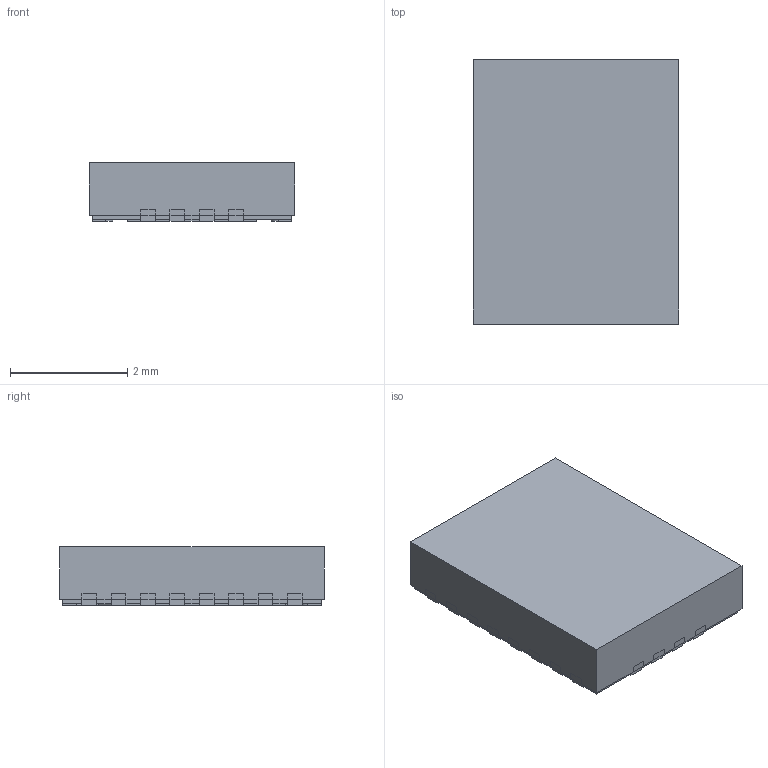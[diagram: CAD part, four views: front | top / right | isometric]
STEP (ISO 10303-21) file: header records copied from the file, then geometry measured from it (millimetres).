
FILE_DESCRIPTION((''),'2;1');
FILE_NAME('RGY0020C_ASM','2017-06-28T',('a0412025'),(''),'CREO PARAMETRIC BY PTC INC, 2016050','CREO PARAMETRIC BY PTC INC, 2016050','');
FILE_SCHEMA(('AUTOMOTIVE_DESIGN { 1 0 10303 214 1 1 1 1 }'));
Length unit declared in the file: millimetre
Products named in the file (4): BODY-QFN_AF0; FRAME-RGY0020C_AF0; PIN1-ID; RGY0020C_ASM
Assembly tree (3 placements, depth 2):
  RGY0020C_ASM
    BODY-QFN_AF0
    FRAME-RGY0020C_AF0
    PIN1-ID
Bounding box: 3.5 x 4.5 x 1 mm (x, y, z)
Volume: 15.5 mm3; surface area: 82.4 mm2
Topology: 22 solids, 22 shells, 366 faces, 966 edges, 644 vertices
Faces by surface type: plane 326, cylinder 40
Entity records: 14536 total; most frequent: CARTESIAN_POINT 1990, ORIENTED_EDGE 1932, DIRECTION 1792, PRESENTATION_STYLE_ASSIGNMENT 1011, STYLED_ITEM 988, CURVE_STYLE 966, EDGE_CURVE 966, VECTOR 886
